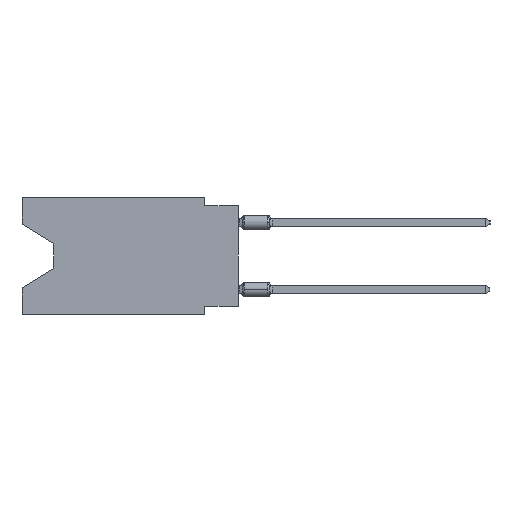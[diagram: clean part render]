
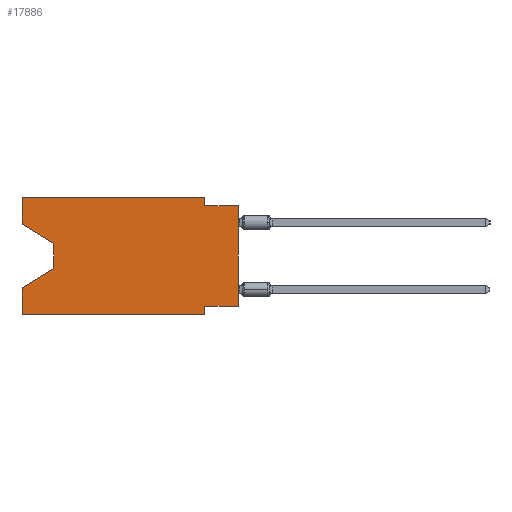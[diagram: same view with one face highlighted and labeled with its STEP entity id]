
A CAD part, left-side view. The second image highlights one B-rep face of the part: STEP entity #17886.
In plain terms, the highlighted planar face has unit normal (-1, 0, 0).
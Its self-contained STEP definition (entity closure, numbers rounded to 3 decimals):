
#407 = EDGE_CURVE ( 'NONE', #13544, #39849, #49971, .T. ) ;
#995 = VECTOR ( 'NONE', #9540, 1000. ) ;
#1016 = VECTOR ( 'NONE', #43090, 1000. ) ;
#1080 = VERTEX_POINT ( 'NONE', #29208 ) ;
#1762 = EDGE_CURVE ( 'NONE', #22298, #52945, #42297, .T. ) ;
#2320 = VERTEX_POINT ( 'NONE', #11001 ) ;
#2725 = VECTOR ( 'NONE', #30840, 1000. ) ;
#4963 = EDGE_CURVE ( 'NONE', #1080, #28809, #48634, .T. ) ;
#5411 = LINE ( 'NONE', #45749, #24012 ) ;
#5606 = ORIENTED_EDGE ( 'NONE', *, *, #50009, .F. ) ;
#6156 = CARTESIAN_POINT ( 'NONE',  ( 0., 0., -0.635 ) ) ;
#6511 = ORIENTED_EDGE ( 'NONE', *, *, #48726, .F. ) ;
#8023 = DIRECTION ( 'NONE',  ( 0., 0.855, -0.519 ) ) ;
#8332 = VECTOR ( 'NONE', #35785, 1000. ) ;
#9540 = DIRECTION ( 'NONE',  ( 0., 0., 1. ) ) ;
#9600 = ORIENTED_EDGE ( 'NONE', *, *, #25061, .F. ) ;
#9858 = AXIS2_PLACEMENT_3D ( 'NONE', #25751, #42155, #17651 ) ;
#10130 = CARTESIAN_POINT ( 'NONE',  ( 0., 16.383, -8.89 ) ) ;
#10769 = CARTESIAN_POINT ( 'NONE',  ( 0., 2.54, -8.89 ) ) ;
#10794 = EDGE_LOOP ( 'NONE', ( #34560, #18220, #17095, #5606, #49444, #51335, #47989, #19289, #6511, #33100, #46076, #9600 ) ) ;
#11001 = CARTESIAN_POINT ( 'NONE',  ( 0., 2.54, 0. ) ) ;
#11380 = DIRECTION ( 'NONE',  ( 0., -1., 0. ) ) ;
#12690 = DIRECTION ( 'NONE',  ( 0., 0., 1. ) ) ;
#12775 = CARTESIAN_POINT ( 'NONE',  ( 0., 16.383, -8.89 ) ) ;
#13357 = FACE_OUTER_BOUND ( 'NONE', #10794, .T. ) ;
#13544 = VERTEX_POINT ( 'NONE', #22311 ) ;
#14452 = CARTESIAN_POINT ( 'NONE',  ( 0., 13.97, -3.505 ) ) ;
#15344 = LINE ( 'NONE', #39811, #18818 ) ;
#16154 = DIRECTION ( 'NONE',  ( 0., 0., -1. ) ) ;
#16327 = CARTESIAN_POINT ( 'NONE',  ( 0., 13.97, -5.385 ) ) ;
#17095 = ORIENTED_EDGE ( 'NONE', *, *, #407, .T. ) ;
#17651 = DIRECTION ( 'NONE',  ( 0., 0., -1. ) ) ;
#17886 = ADVANCED_FACE ( 'NONE', ( #13357 ), #29779, .F. ) ;
#18220 = ORIENTED_EDGE ( 'NONE', *, *, #48856, .T. ) ;
#18818 = VECTOR ( 'NONE', #52435, 1000. ) ;
#18945 = VECTOR ( 'NONE', #8023, 1000. ) ;
#18995 = VERTEX_POINT ( 'NONE', #31482 ) ;
#19289 = ORIENTED_EDGE ( 'NONE', *, *, #1762, .T. ) ;
#19898 = VERTEX_POINT ( 'NONE', #12775 ) ;
#20658 = EDGE_CURVE ( 'NONE', #22298, #1080, #36580, .T. ) ;
#21842 = CARTESIAN_POINT ( 'NONE',  ( 0., 0., 0. ) ) ;
#22071 = CARTESIAN_POINT ( 'NONE',  ( 0., 16.383, -2.038 ) ) ;
#22298 = VERTEX_POINT ( 'NONE', #23611 ) ;
#22311 = CARTESIAN_POINT ( 'NONE',  ( 0., 13.97, -5.385 ) ) ;
#23007 = VECTOR ( 'NONE', #11380, 1000. ) ;
#23185 = LINE ( 'NONE', #31492, #995 ) ;
#23611 = CARTESIAN_POINT ( 'NONE',  ( 0., 0., -8.255 ) ) ;
#23661 = VERTEX_POINT ( 'NONE', #25662 ) ;
#24012 = VECTOR ( 'NONE', #12690, 1000. ) ;
#24650 = VECTOR ( 'NONE', #38186, 1000. ) ;
#25061 = EDGE_CURVE ( 'NONE', #23661, #18995, #5411, .T. ) ;
#25100 = LINE ( 'NONE', #35519, #26692 ) ;
#25662 = CARTESIAN_POINT ( 'NONE',  ( 0., 16.383, -2.038 ) ) ;
#25751 = CARTESIAN_POINT ( 'NONE',  ( 0., 16.383, 0. ) ) ;
#26692 = VECTOR ( 'NONE', #35792, 1000. ) ;
#27861 = CARTESIAN_POINT ( 'NONE',  ( 0., 16.383, -6.852 ) ) ;
#28533 = LINE ( 'NONE', #36587, #48177 ) ;
#28809 = VERTEX_POINT ( 'NONE', #10769 ) ;
#29208 = CARTESIAN_POINT ( 'NONE',  ( 0., 2.54, -8.255 ) ) ;
#29779 = PLANE ( 'NONE',  #9858 ) ;
#30840 = DIRECTION ( 'NONE',  ( 0., -1., 0. ) ) ;
#31267 = CARTESIAN_POINT ( 'NONE',  ( 0., 16.383, 0. ) ) ;
#31482 = CARTESIAN_POINT ( 'NONE',  ( 0., 16.383, 0. ) ) ;
#31492 = CARTESIAN_POINT ( 'NONE',  ( 0., 16.383, 0. ) ) ;
#32754 = VERTEX_POINT ( 'NONE', #36698 ) ;
#33100 = ORIENTED_EDGE ( 'NONE', *, *, #37990, .F. ) ;
#34173 = EDGE_CURVE ( 'NONE', #18995, #2320, #51710, .T. ) ;
#34560 = ORIENTED_EDGE ( 'NONE', *, *, #42839, .T. ) ;
#34687 = LINE ( 'NONE', #22071, #24650 ) ;
#35519 = CARTESIAN_POINT ( 'NONE',  ( 0., 0., -0.635 ) ) ;
#35785 = DIRECTION ( 'NONE',  ( 0., 1., 0. ) ) ;
#35792 = DIRECTION ( 'NONE',  ( 0., -1., 0. ) ) ;
#36580 = LINE ( 'NONE', #43865, #8332 ) ;
#36587 = CARTESIAN_POINT ( 'NONE',  ( 0., 13.97, -3.505 ) ) ;
#36698 = CARTESIAN_POINT ( 'NONE',  ( 0., 2.54, -0.635 ) ) ;
#37990 = EDGE_CURVE ( 'NONE', #2320, #32754, #15344, .T. ) ;
#38186 = DIRECTION ( 'NONE',  ( 0., -0.855, -0.519 ) ) ;
#39811 = CARTESIAN_POINT ( 'NONE',  ( 0., 2.54, 0. ) ) ;
#39849 = VERTEX_POINT ( 'NONE', #27861 ) ;
#42155 = DIRECTION ( 'NONE',  ( 1., 0., 0. ) ) ;
#42213 = VERTEX_POINT ( 'NONE', #14452 ) ;
#42297 = LINE ( 'NONE', #21842, #1016 ) ;
#42839 = EDGE_CURVE ( 'NONE', #23661, #42213, #34687, .T. ) ;
#43090 = DIRECTION ( 'NONE',  ( 0., 0., 1. ) ) ;
#43209 = LINE ( 'NONE', #10130, #2725 ) ;
#43277 = CARTESIAN_POINT ( 'NONE',  ( 0., 2.54, -8.89 ) ) ;
#43865 = CARTESIAN_POINT ( 'NONE',  ( 0., 0., -8.255 ) ) ;
#45749 = CARTESIAN_POINT ( 'NONE',  ( 0., 16.383, 0. ) ) ;
#46076 = ORIENTED_EDGE ( 'NONE', *, *, #34173, .F. ) ;
#47563 = DIRECTION ( 'NONE',  ( 0., 0., -1. ) ) ;
#47989 = ORIENTED_EDGE ( 'NONE', *, *, #20658, .F. ) ;
#48177 = VECTOR ( 'NONE', #16154, 1000. ) ;
#48634 = LINE ( 'NONE', #43277, #51520 ) ;
#48726 = EDGE_CURVE ( 'NONE', #32754, #52945, #25100, .T. ) ;
#48856 = EDGE_CURVE ( 'NONE', #42213, #13544, #28533, .T. ) ;
#49444 = ORIENTED_EDGE ( 'NONE', *, *, #49603, .T. ) ;
#49603 = EDGE_CURVE ( 'NONE', #19898, #28809, #43209, .T. ) ;
#49971 = LINE ( 'NONE', #16327, #18945 ) ;
#50009 = EDGE_CURVE ( 'NONE', #19898, #39849, #23185, .T. ) ;
#51335 = ORIENTED_EDGE ( 'NONE', *, *, #4963, .F. ) ;
#51520 = VECTOR ( 'NONE', #47563, 1000. ) ;
#51710 = LINE ( 'NONE', #31267, #23007 ) ;
#52435 = DIRECTION ( 'NONE',  ( 0., 0., -1. ) ) ;
#52945 = VERTEX_POINT ( 'NONE', #6156 ) ;
